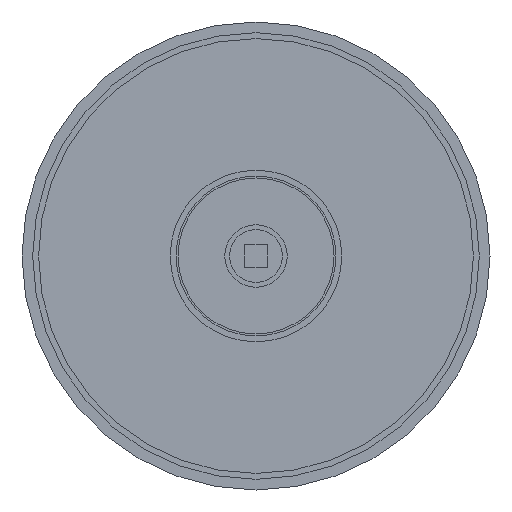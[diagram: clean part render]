
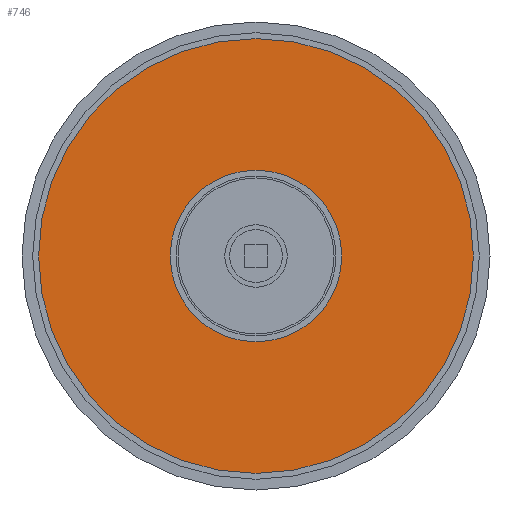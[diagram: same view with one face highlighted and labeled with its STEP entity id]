
A CAD part, front view. The second image highlights one B-rep face of the part: STEP entity #746.
In plain terms, the highlighted planar face has unit normal (0, -1, 0).
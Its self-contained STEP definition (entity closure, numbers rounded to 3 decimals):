
#5 = CARTESIAN_POINT ( 'NONE',  ( 0., 0., 0. ) ) ;
#10 = DIRECTION ( 'NONE',  ( 0., 0., -1. ) ) ;
#12 = EDGE_CURVE ( 'NONE', #1076, #39, #1090, .T. ) ;
#21 = PLANE ( 'NONE',  #681 ) ;
#39 = VERTEX_POINT ( 'NONE', #254 ) ;
#192 = AXIS2_PLACEMENT_3D ( 'NONE', #1145, #1356, #10 ) ;
#196 = AXIS2_PLACEMENT_3D ( 'NONE', #1205, #1529, #1696 ) ;
#206 = EDGE_LOOP ( 'NONE', ( #750, #1475 ) ) ;
#254 = CARTESIAN_POINT ( 'NONE',  ( 0., 0., -55.75 ) ) ;
#385 = DIRECTION ( 'NONE',  ( 0., -1., 0. ) ) ;
#388 = EDGE_CURVE ( 'NONE', #1151, #1279, #574, .T. ) ;
#487 = CARTESIAN_POINT ( 'NONE',  ( 0., 0., 0. ) ) ;
#511 = ORIENTED_EDGE ( 'NONE', *, *, #12, .T. ) ;
#522 = FACE_OUTER_BOUND ( 'NONE', #552, .T. ) ;
#552 = EDGE_LOOP ( 'NONE', ( #511, #1779 ) ) ;
#574 = CIRCLE ( 'NONE', #2132, 22. ) ;
#681 = AXIS2_PLACEMENT_3D ( 'NONE', #487, #1366, #1673 ) ;
#746 = ADVANCED_FACE ( 'NONE', ( #1002, #522 ), #21, .F. ) ;
#750 = ORIENTED_EDGE ( 'NONE', *, *, #388, .F. ) ;
#793 = CARTESIAN_POINT ( 'NONE',  ( 0., 0., 55.75 ) ) ;
#839 = CARTESIAN_POINT ( 'NONE',  ( 0., 0., -22. ) ) ;
#1002 = FACE_BOUND ( 'NONE', #206, .T. ) ;
#1047 = DIRECTION ( 'NONE',  ( 0., 0., -1. ) ) ;
#1076 = VERTEX_POINT ( 'NONE', #793 ) ;
#1090 = CIRCLE ( 'NONE', #1305, 55.75 ) ;
#1145 = CARTESIAN_POINT ( 'NONE',  ( 0., 0., 0. ) ) ;
#1151 = VERTEX_POINT ( 'NONE', #1177 ) ;
#1177 = CARTESIAN_POINT ( 'NONE',  ( 0., 0., 22. ) ) ;
#1185 = EDGE_CURVE ( 'NONE', #39, #1076, #1381, .T. ) ;
#1205 = CARTESIAN_POINT ( 'NONE',  ( 0., 0., 0. ) ) ;
#1217 = CARTESIAN_POINT ( 'NONE',  ( 0., 0., 0. ) ) ;
#1279 = VERTEX_POINT ( 'NONE', #839 ) ;
#1305 = AXIS2_PLACEMENT_3D ( 'NONE', #1217, #385, #1047 ) ;
#1356 = DIRECTION ( 'NONE',  ( 0., -1., 0. ) ) ;
#1366 = DIRECTION ( 'NONE',  ( 0., 1., 0. ) ) ;
#1381 = CIRCLE ( 'NONE', #192, 55.75 ) ;
#1475 = ORIENTED_EDGE ( 'NONE', *, *, #2080, .F. ) ;
#1529 = DIRECTION ( 'NONE',  ( 0., -1., 0. ) ) ;
#1612 = DIRECTION ( 'NONE',  ( 0., 0., 1. ) ) ;
#1673 = DIRECTION ( 'NONE',  ( 0., 0., 1. ) ) ;
#1696 = DIRECTION ( 'NONE',  ( 0., 0., 1. ) ) ;
#1779 = ORIENTED_EDGE ( 'NONE', *, *, #1185, .T. ) ;
#1817 = DIRECTION ( 'NONE',  ( 0., -1., 0. ) ) ;
#2008 = CIRCLE ( 'NONE', #196, 22. ) ;
#2080 = EDGE_CURVE ( 'NONE', #1279, #1151, #2008, .T. ) ;
#2132 = AXIS2_PLACEMENT_3D ( 'NONE', #5, #1817, #1612 ) ;
